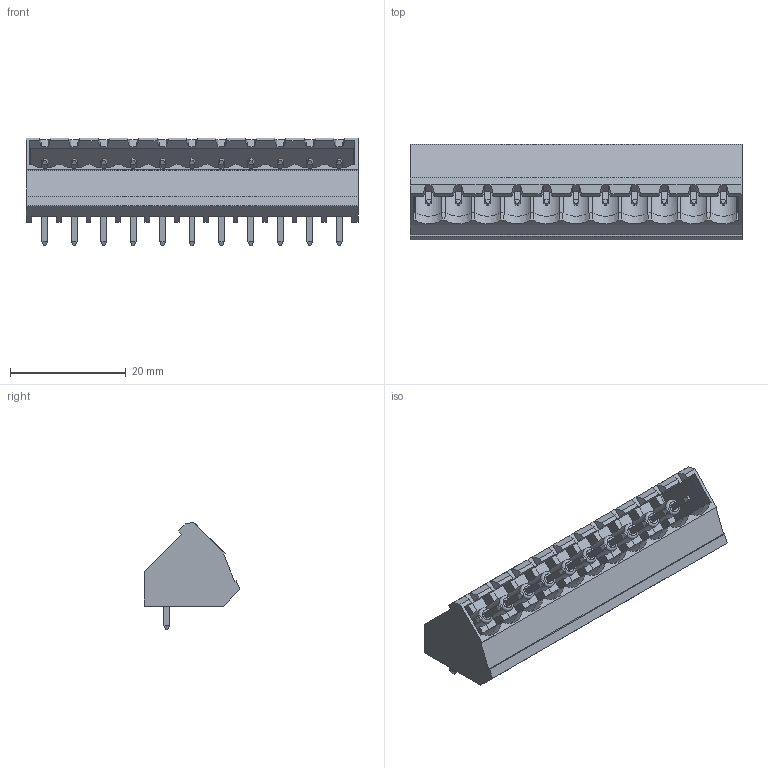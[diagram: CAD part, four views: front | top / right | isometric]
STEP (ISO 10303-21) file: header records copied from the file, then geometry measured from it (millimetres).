
FILE_DESCRIPTION( ( 'Unknown' ), '1' );
FILE_NAME( '691314520111.stp', 'Unknown', ( 'Unknown' ), ( 'Unknown' ), 'PSStep 15.0.49', 'Unknown', ' ' );
FILE_SCHEMA( ( 'AUTOMOTIVE_DESIGN { 1 0 10303 214 1 1 1 1 }' ) );
Length unit declared in the file: millimetre
Products named in the file (3): Assem1; 6913145201xx_PIN; 691314520111
Assembly tree (12 placements, depth 2):
  Assem1
    6913145201xx_PIN  x11
    691314520111
Bounding box: 57.28 x 16.5 x 18.6 mm (x, y, z)
Volume: 3578.1 mm3; surface area: 8022.6 mm2
Topology: 12 solids, 12 shells, 653 faces, 1773 edges, 1133 vertices
Faces by surface type: plane 609, cylinder 22, cone 11, torus 11
Full cylindrical faces by diameter (mm): 2.75 x11
Entity records: 19997 total; most frequent: CARTESIAN_POINT 2993, ORIENTED_EDGE 2800, DIRECTION 2533, EDGE_CURVE 1400, LINE 1213, VECTOR 1213, VERTEX_POINT 922, AXIS2_PLACEMENT_3D 660
